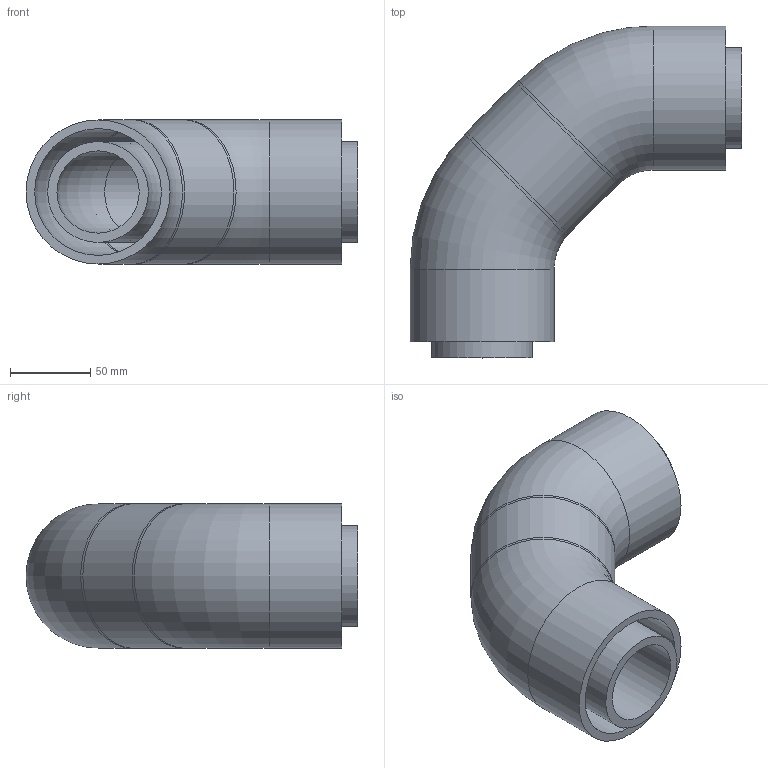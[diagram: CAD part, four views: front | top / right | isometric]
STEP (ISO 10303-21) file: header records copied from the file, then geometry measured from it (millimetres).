
FILE_DESCRIPTION (( 'STEP AP203' ), '1' );
FILE_NAME ('--7868338.STEP', '2016-06-21T14:48:15', ( '' ), ( '' ), 'SwSTEP 2.0', 'SolidWorks 2015', '' );
FILE_SCHEMA (( 'CONFIG_CONTROL_DESIGN' ));
Length unit declared in the file: inch
Products named in the file (1): --7868338
Bounding box: 207.4 x 207.4 x 90 mm (x, y, z)
Volume: 788501.6 mm3; surface area: 292857.6 mm2
Topology: 4 solids, 4 shells, 32 faces, 60 edges, 36 vertices
Faces by surface type: cylinder 16, torus 8, plane 8
Full cylindrical faces by diameter (mm): 51.4 x4, 63 x4, 79.2 x4, 90 x4
Entity records: 733 total; most frequent: DIRECTION 130, CARTESIAN_POINT 97, AXIS2_PLACEMENT_3D 65, EDGE_LOOP 64, ORIENTED_EDGE 64, FACE_OUTER_BOUND 56, VERTEX_POINT 32, ADVANCED_FACE 32
